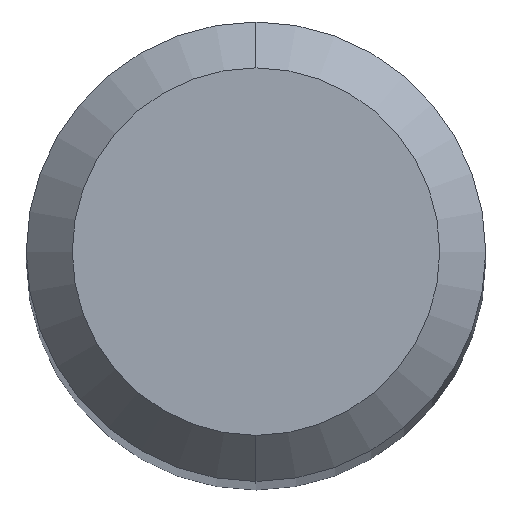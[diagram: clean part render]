
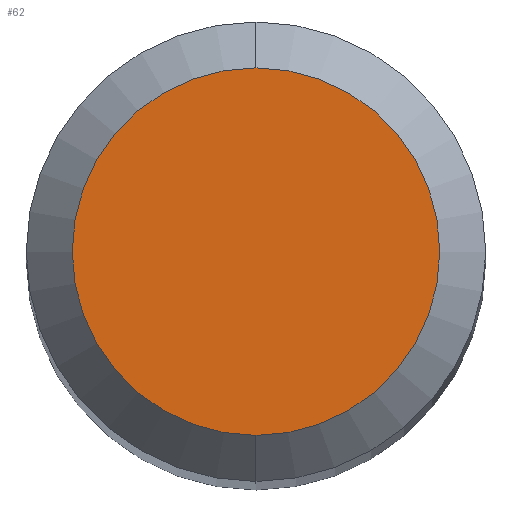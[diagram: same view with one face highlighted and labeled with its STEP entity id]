
A CAD part, top view. The second image highlights one B-rep face of the part: STEP entity #62.
In plain terms, the highlighted planar face has unit normal (0, 0, 1).
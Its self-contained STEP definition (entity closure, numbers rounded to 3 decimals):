
#62=ADVANCED_FACE('',(#135),#136,.T.);
#135=FACE_OUTER_BOUND('',#218,.T.);
#136=PLANE('',#219);
#218=EDGE_LOOP('',(#314,#315));
#219=AXIS2_PLACEMENT_3D('',#316,#317,#318);
#314=ORIENTED_EDGE('',*,*,#449,.F.);
#315=ORIENTED_EDGE('',*,*,#452,.F.);
#316=CARTESIAN_POINT('',(0.,0.6,28.0));
#317=DIRECTION('',(0.,0.0,1.0));
#318=DIRECTION('',(0.0,-1.0,0.0));
#449=EDGE_CURVE('',#532,#534,#535,.T.);
#452=EDGE_CURVE('',#534,#532,#538,.T.);
#532=VERTEX_POINT('',#614);
#534=VERTEX_POINT('',#617);
#535=CIRCLE('',#618,1.2);
#538=CIRCLE('',#622,1.2);
#614=CARTESIAN_POINT('',(0.,1.2,28.0));
#617=CARTESIAN_POINT('',(0.,-1.2,28.0));
#618=AXIS2_PLACEMENT_3D('',#696,#697,#698);
#622=AXIS2_PLACEMENT_3D('',#700,#701,#702);
#696=CARTESIAN_POINT('',(0.,0.0,28.0));
#697=DIRECTION('',(0.,0.0,-1.0));
#698=DIRECTION('',(0.0,1.0,0.0));
#700=CARTESIAN_POINT('',(0.,0.0,28.0));
#701=DIRECTION('',(0.,0.0,-1.0));
#702=DIRECTION('',(0.0,1.0,0.0));
